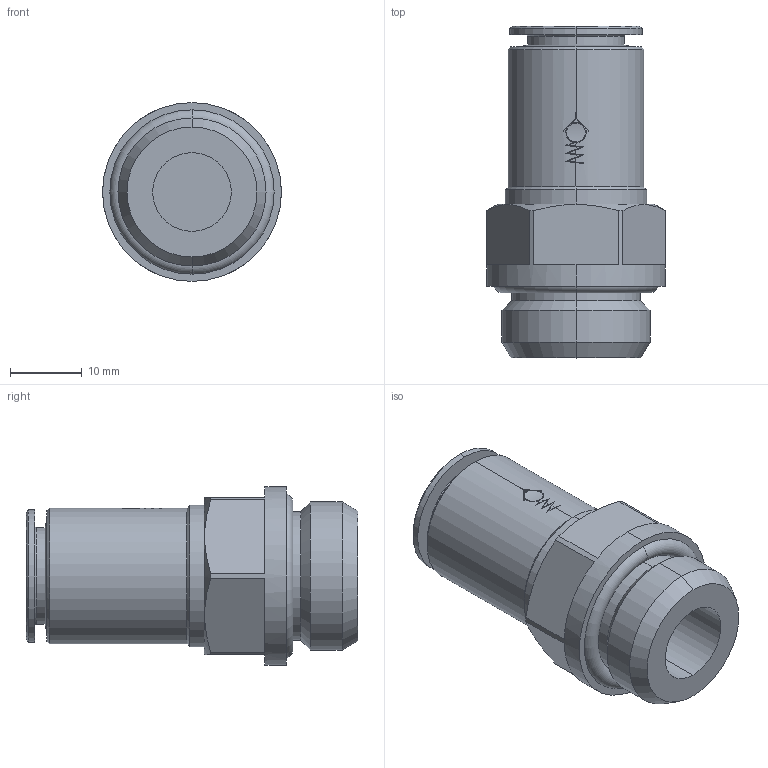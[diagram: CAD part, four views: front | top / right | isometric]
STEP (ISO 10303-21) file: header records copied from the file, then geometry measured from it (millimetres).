
FILE_DESCRIPTION (( 'STEP AP203' ), '1' );
FILE_NAME ('04230064.STEP', '2010-03-31T08:56:47', ( '' ), ( 'sopra-pneumatic' ), 'SwSTEP 2.0', 'SolidWorks 2009', '' );
FILE_SCHEMA (( 'CONFIG_CONTROL_DESIGN' ));
Length unit declared in the file: millimetre
Products named in the file (1): 04230064
Bounding box: 25 x 46.4 x 25 mm (x, y, z)
Volume: 11738 mm3; surface area: 5340.6 mm2
Topology: 1 solids, 1 shells, 95 faces, 233 edges, 148 vertices
Faces by surface type: plane 44, cylinder 26, cone 18, bspline 5, torus 2
Entity records: 3837 total; most frequent: CARTESIAN_POINT 1616, ORIENTED_EDGE 466, DIRECTION 413, EDGE_CURVE 233, AXIS2_PLACEMENT_3D 160, VERTEX_POINT 148, EDGE_LOOP 103, ADVANCED_FACE 95
